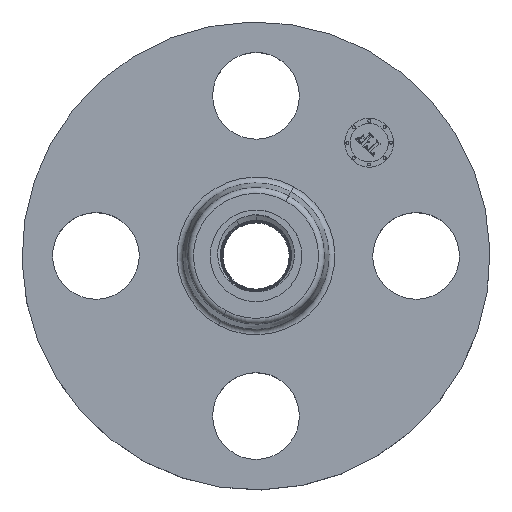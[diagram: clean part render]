
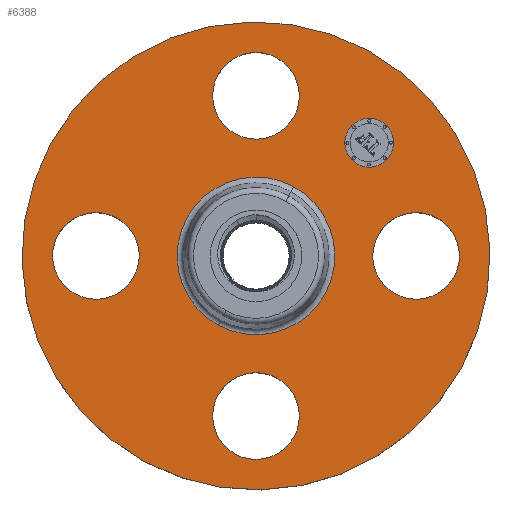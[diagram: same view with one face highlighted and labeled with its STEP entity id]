
A CAD part, top view. The second image highlights one B-rep face of the part: STEP entity #6388.
In plain terms, the highlighted planar face has unit normal (0, 0, 1).
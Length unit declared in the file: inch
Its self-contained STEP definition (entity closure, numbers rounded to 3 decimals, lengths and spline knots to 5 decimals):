
#425=AXIS2_PLACEMENT_3D('Circle Axis2P3D',#423,#424,$) ;
#437=AXIS2_PLACEMENT_3D('Circle Axis2P3D',#435,#436,$) ;
#461=AXIS2_PLACEMENT_3D('Circle Axis2P3D',#459,#460,$) ;
#480=AXIS2_PLACEMENT_3D('Circle Axis2P3D',#478,#479,$) ;
#497=AXIS2_PLACEMENT_3D('Circle Axis2P3D',#495,#496,$) ;
#532=AXIS2_PLACEMENT_3D('Circle Axis2P3D',#530,#531,$) ;
#654=AXIS2_PLACEMENT_3D('Circle Axis2P3D',#652,#653,$) ;
#666=AXIS2_PLACEMENT_3D('Circle Axis2P3D',#664,#665,$) ;
#697=AXIS2_PLACEMENT_3D('Circle Axis2P3D',#695,#696,$) ;
#709=AXIS2_PLACEMENT_3D('Circle Axis2P3D',#707,#708,$) ;
#740=AXIS2_PLACEMENT_3D('Circle Axis2P3D',#738,#739,$) ;
#752=AXIS2_PLACEMENT_3D('Circle Axis2P3D',#750,#751,$) ;
#6344=AXIS2_PLACEMENT_3D('Plane Axis2P3D',#6341,#6342,#6343) ;
#6372=AXIS2_PLACEMENT_3D('Circle Axis2P3D',#6370,#6371,$) ;
#6381=AXIS2_PLACEMENT_3D('Circle Axis2P3D',#6379,#6380,$) ;
#413=CARTESIAN_POINT('Vertex',(1.23886,0.21095,0.88)) ;
#420=CARTESIAN_POINT('Vertex',(2.01114,-0.21095,0.88)) ;
#423=CARTESIAN_POINT('Axis2P3D Location',(1.625,0.,0.88)) ;
#435=CARTESIAN_POINT('Axis2P3D Location',(1.625,0.,0.88)) ;
#456=CARTESIAN_POINT('Vertex',(1.13864,2.08426,0.88)) ;
#459=CARTESIAN_POINT('Axis2P3D Location',(0.,0.,0.88)) ;
#463=CARTESIAN_POINT('Vertex',(-1.13864,-2.08426,0.88)) ;
#478=CARTESIAN_POINT('Axis2P3D Location',(0.,0.,0.88)) ;
#495=CARTESIAN_POINT('Axis2P3D Location',(0.,0.,0.88)) ;
#499=CARTESIAN_POINT('Vertex',(0.38371,0.70237,0.88)) ;
#501=CARTESIAN_POINT('Vertex',(-0.38371,-0.70237,0.88)) ;
#530=CARTESIAN_POINT('Axis2P3D Location',(0.,0.,0.88)) ;
#642=CARTESIAN_POINT('Vertex',(-0.21095,1.23886,0.88)) ;
#649=CARTESIAN_POINT('Vertex',(0.21095,2.01114,0.88)) ;
#652=CARTESIAN_POINT('Axis2P3D Location',(0.,1.625,0.88)) ;
#664=CARTESIAN_POINT('Axis2P3D Location',(0.,1.625,0.88)) ;
#685=CARTESIAN_POINT('Vertex',(-1.23886,-0.21095,0.88)) ;
#692=CARTESIAN_POINT('Vertex',(-2.01114,0.21095,0.88)) ;
#695=CARTESIAN_POINT('Axis2P3D Location',(-1.625,0.,0.88)) ;
#707=CARTESIAN_POINT('Axis2P3D Location',(-1.625,0.,0.88)) ;
#728=CARTESIAN_POINT('Vertex',(0.21095,-1.23886,0.88)) ;
#735=CARTESIAN_POINT('Vertex',(-0.21095,-2.01114,0.88)) ;
#738=CARTESIAN_POINT('Axis2P3D Location',(0.,-1.625,0.88)) ;
#750=CARTESIAN_POINT('Axis2P3D Location',(0.,-1.625,0.88)) ;
#6341=CARTESIAN_POINT('Axis2P3D Location',(0.,2.375,0.88)) ;
#6370=CARTESIAN_POINT('Axis2P3D Location',(1.14905,1.14905,0.88)) ;
#6374=CARTESIAN_POINT('Vertex',(0.97404,1.32406,0.88)) ;
#6376=CARTESIAN_POINT('Vertex',(1.32406,0.97404,0.88)) ;
#6379=CARTESIAN_POINT('Axis2P3D Location',(1.14905,1.14905,0.88)) ;
#424=DIRECTION('Axis2P3D Direction',(0.,-0.,-0.039)) ;
#436=DIRECTION('Axis2P3D Direction',(0.,-0.,-0.039)) ;
#460=DIRECTION('Axis2P3D Direction',(0.,0.,-0.039)) ;
#479=DIRECTION('Axis2P3D Direction',(0.,0.,-0.039)) ;
#496=DIRECTION('Axis2P3D Direction',(0.,0.,-0.039)) ;
#531=DIRECTION('Axis2P3D Direction',(0.,0.,-0.039)) ;
#653=DIRECTION('Axis2P3D Direction',(0.,0.,-0.039)) ;
#665=DIRECTION('Axis2P3D Direction',(0.,0.,-0.039)) ;
#696=DIRECTION('Axis2P3D Direction',(-0.,0.,-0.039)) ;
#708=DIRECTION('Axis2P3D Direction',(-0.,0.,-0.039)) ;
#739=DIRECTION('Axis2P3D Direction',(0.,-0.,-0.039)) ;
#751=DIRECTION('Axis2P3D Direction',(0.,-0.,-0.039)) ;
#6342=DIRECTION('Axis2P3D Direction',(0.,0.,-0.039)) ;
#6343=DIRECTION('Axis2P3D XDirection',(0.039,0.,0.)) ;
#6371=DIRECTION('Axis2P3D Direction',(0.,0.,-0.039)) ;
#6380=DIRECTION('Axis2P3D Direction',(0.,0.,-0.039)) ;
#6347=ORIENTED_EDGE('',*,*,#465,.F.) ;
#6348=ORIENTED_EDGE('',*,*,#482,.F.) ;
#6351=ORIENTED_EDGE('',*,*,#427,.T.) ;
#6352=ORIENTED_EDGE('',*,*,#439,.T.) ;
#6355=ORIENTED_EDGE('',*,*,#534,.T.) ;
#6356=ORIENTED_EDGE('',*,*,#503,.T.) ;
#6359=ORIENTED_EDGE('',*,*,#754,.T.) ;
#6360=ORIENTED_EDGE('',*,*,#742,.T.) ;
#6363=ORIENTED_EDGE('',*,*,#711,.T.) ;
#6364=ORIENTED_EDGE('',*,*,#699,.T.) ;
#6367=ORIENTED_EDGE('',*,*,#668,.T.) ;
#6368=ORIENTED_EDGE('',*,*,#656,.T.) ;
#6385=ORIENTED_EDGE('',*,*,#6378,.T.) ;
#6386=ORIENTED_EDGE('',*,*,#6383,.T.) ;
#6353=FACE_BOUND('',#6350,.T.) ;
#6357=FACE_BOUND('',#6354,.T.) ;
#6361=FACE_BOUND('',#6358,.T.) ;
#6365=FACE_BOUND('',#6362,.T.) ;
#6369=FACE_BOUND('',#6366,.T.) ;
#6387=FACE_BOUND('',#6384,.T.) ;
#6388=ADVANCED_FACE('PartBody',(#6349,#6353,#6357,#6361,#6365,#6369,#6387),#6345,.F.) ;
#426=CIRCLE('generated circle',#425,0.44) ;
#438=CIRCLE('generated circle',#437,0.44) ;
#462=CIRCLE('generated circle',#461,2.375) ;
#481=CIRCLE('generated circle',#480,2.375) ;
#498=CIRCLE('generated circle',#497,0.80035) ;
#533=CIRCLE('generated circle',#532,0.80035) ;
#655=CIRCLE('generated circle',#654,0.44) ;
#667=CIRCLE('generated circle',#666,0.44) ;
#698=CIRCLE('generated circle',#697,0.44) ;
#710=CIRCLE('generated circle',#709,0.44) ;
#741=CIRCLE('generated circle',#740,0.44) ;
#753=CIRCLE('generated circle',#752,0.44) ;
#6373=CIRCLE('generated circle',#6372,0.2475) ;
#6382=CIRCLE('generated circle',#6381,0.2475) ;
#427=EDGE_CURVE('',#414,#421,#426,.T.) ;
#439=EDGE_CURVE('',#421,#414,#438,.T.) ;
#465=EDGE_CURVE('',#457,#464,#462,.T.) ;
#482=EDGE_CURVE('',#464,#457,#481,.T.) ;
#503=EDGE_CURVE('',#500,#502,#498,.T.) ;
#534=EDGE_CURVE('',#502,#500,#533,.T.) ;
#656=EDGE_CURVE('',#643,#650,#655,.T.) ;
#668=EDGE_CURVE('',#650,#643,#667,.T.) ;
#699=EDGE_CURVE('',#686,#693,#698,.T.) ;
#711=EDGE_CURVE('',#693,#686,#710,.T.) ;
#742=EDGE_CURVE('',#729,#736,#741,.T.) ;
#754=EDGE_CURVE('',#736,#729,#753,.T.) ;
#6378=EDGE_CURVE('',#6375,#6377,#6373,.T.) ;
#6383=EDGE_CURVE('',#6377,#6375,#6382,.T.) ;
#6346=EDGE_LOOP('',(#6347,#6348)) ;
#6350=EDGE_LOOP('',(#6351,#6352)) ;
#6354=EDGE_LOOP('',(#6355,#6356)) ;
#6358=EDGE_LOOP('',(#6359,#6360)) ;
#6362=EDGE_LOOP('',(#6363,#6364)) ;
#6366=EDGE_LOOP('',(#6367,#6368)) ;
#6384=EDGE_LOOP('',(#6385,#6386)) ;
#6349=FACE_OUTER_BOUND('',#6346,.T.) ;
#6345=PLANE('',#6344) ;
#414=VERTEX_POINT('',#413) ;
#421=VERTEX_POINT('',#420) ;
#457=VERTEX_POINT('',#456) ;
#464=VERTEX_POINT('',#463) ;
#500=VERTEX_POINT('',#499) ;
#502=VERTEX_POINT('',#501) ;
#643=VERTEX_POINT('',#642) ;
#650=VERTEX_POINT('',#649) ;
#686=VERTEX_POINT('',#685) ;
#693=VERTEX_POINT('',#692) ;
#729=VERTEX_POINT('',#728) ;
#736=VERTEX_POINT('',#735) ;
#6375=VERTEX_POINT('',#6374) ;
#6377=VERTEX_POINT('',#6376) ;
